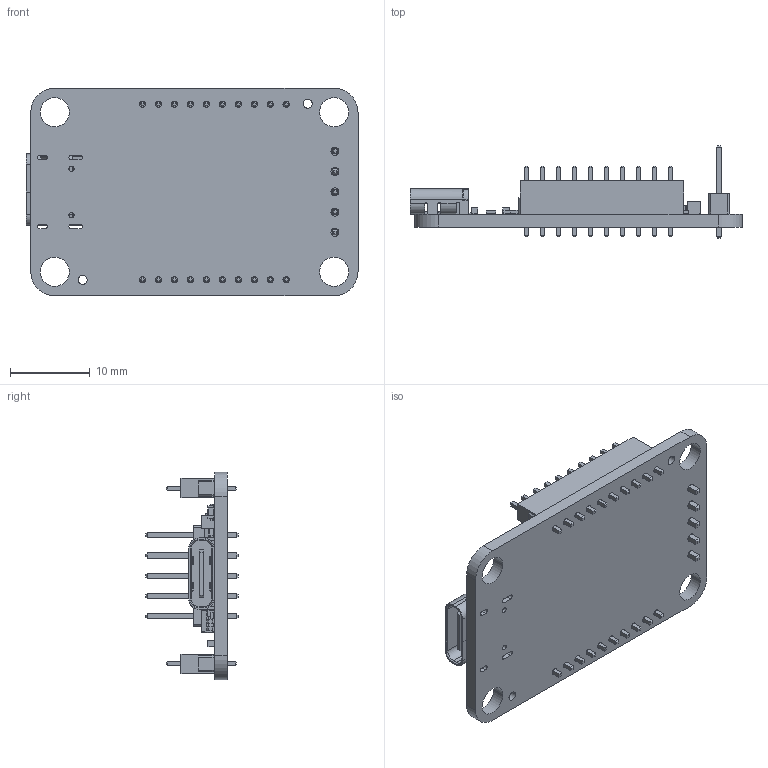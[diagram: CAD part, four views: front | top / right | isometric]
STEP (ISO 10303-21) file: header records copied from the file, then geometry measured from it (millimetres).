
FILE_DESCRIPTION (( 'STEP AP214' ), '1' );
FILE_NAME ('AS-ADP-USBC-TO-XBEE-00-R00.STEP', '2025-05-29T16:20:47', ( '' ), ( '' ), 'SwSTEP 2.0', 'SolidWorks 2020', '' );
FILE_SCHEMA (( 'AUTOMOTIVE_DESIGN' ));
Length unit declared in the file: millimetre
Products named in the file (7): ConPins; usb-xbee_v3; PcbPins; Frame; Mold; AS-ADP-USBC-TO-XBEE-00-R00; HRO_TYPE-C-31-M-12
Assembly tree (6 placements, depth 3):
  AS-ADP-USBC-TO-XBEE-00-R00
    usb-xbee_v3
    HRO_TYPE-C-31-M-12
      ConPins
      PcbPins
      Mold
      Frame
Bounding box: 41.6 x 11.54 x 26 mm (x, y, z)
Volume: 2522.2 mm3; surface area: 4649.1 mm2
Topology: 36 solids, 36 shells, 2538 faces, 6437 edges, 4044 vertices
Faces by surface type: plane 1762, cylinder 609, bspline 161, cone 6
Entity records: 104054 total; most frequent: CARTESIAN_POINT 14518, ORIENTED_EDGE 12810, DIRECTION 12279, EDGE_CURVE 6405, LINE 5029, VECTOR 5029, VERTEX_POINT 4044, AXIS2_PLACEMENT_3D 3625
